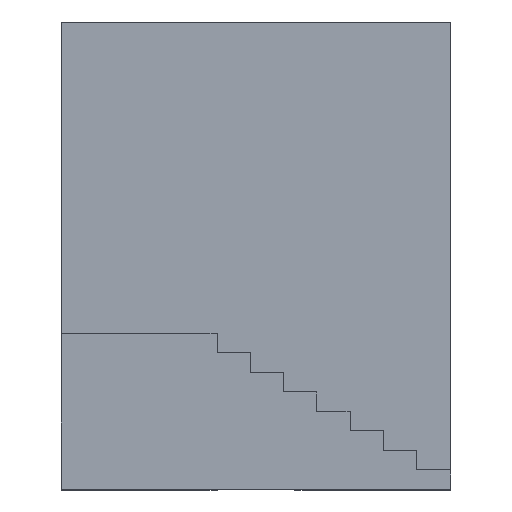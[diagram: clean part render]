
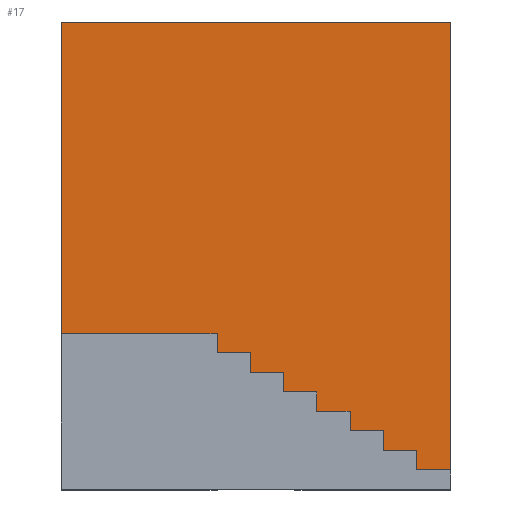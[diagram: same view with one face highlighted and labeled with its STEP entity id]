
A CAD part, top view. The second image highlights one B-rep face of the part: STEP entity #17.
In plain terms, the highlighted free-form (B-spline) face has degree [1, 1] with [2, 2] control points.
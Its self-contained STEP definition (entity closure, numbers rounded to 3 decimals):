
#17 = ADVANCED_FACE('',(#18),#146,.T.);
#18 = FACE_BOUND('',#19,.T.);
#19 = EDGE_LOOP('',(#20,#29,#36,#43,#50,#57,#64,#71,#78,#85,#92,#99,#106
    ,#113,#120,#127,#134,#141));
#20 = ORIENTED_EDGE('',*,*,#21,.T.);
#21 = EDGE_CURVE('',#22,#24,#26,.T.);
#22 = VERTEX_POINT('',#23);
#23 = CARTESIAN_POINT('',(0.,693.226,0.));
#24 = VERTEX_POINT('',#25);
#25 = CARTESIAN_POINT('',(0.,2079.677,0.));
#26 = B_SPLINE_CURVE_WITH_KNOTS('',1,(#27,#28),.UNSPECIFIED.,.F.,.F.,(2,
    2),(0.,1200.),.PIECEWISE_BEZIER_KNOTS.);
#27 = CARTESIAN_POINT('',(0.,693.226,0.));
#28 = CARTESIAN_POINT('',(0.,2079.677,0.));
#29 = ORIENTED_EDGE('',*,*,#30,.T.);
#30 = EDGE_CURVE('',#24,#31,#33,.T.);
#31 = VERTEX_POINT('',#32);
#32 = CARTESIAN_POINT('',(1733.064,2079.677,0.));
#33 = B_SPLINE_CURVE_WITH_KNOTS('',1,(#34,#35),.UNSPECIFIED.,.F.,.F.,(2,
    2),(0.,1500.),.PIECEWISE_BEZIER_KNOTS.);
#34 = CARTESIAN_POINT('',(0.,2079.677,0.));
#35 = CARTESIAN_POINT('',(1733.064,2079.677,0.));
#36 = ORIENTED_EDGE('',*,*,#37,.T.);
#37 = EDGE_CURVE('',#31,#38,#40,.T.);
#38 = VERTEX_POINT('',#39);
#39 = CARTESIAN_POINT('',(1733.064,86.653,0.));
#40 = B_SPLINE_CURVE_WITH_KNOTS('',1,(#41,#42),.UNSPECIFIED.,.F.,.F.,(2,
    2),(0.,1725.),.PIECEWISE_BEZIER_KNOTS.);
#41 = CARTESIAN_POINT('',(1733.064,2079.677,0.));
#42 = CARTESIAN_POINT('',(1733.064,86.653,0.));
#43 = ORIENTED_EDGE('',*,*,#44,.T.);
#44 = EDGE_CURVE('',#38,#45,#47,.T.);
#45 = VERTEX_POINT('',#46);
#46 = CARTESIAN_POINT('',(1580.554,86.653,0.));
#47 = B_SPLINE_CURVE_WITH_KNOTS('',1,(#48,#49),.UNSPECIFIED.,.F.,.F.,(2,
    2),(0.,132.),.PIECEWISE_BEZIER_KNOTS.);
#48 = CARTESIAN_POINT('',(1733.064,86.653,0.));
#49 = CARTESIAN_POINT('',(1580.554,86.653,0.));
#50 = ORIENTED_EDGE('',*,*,#51,.T.);
#51 = EDGE_CURVE('',#45,#52,#54,.T.);
#52 = VERTEX_POINT('',#53);
#53 = CARTESIAN_POINT('',(1580.554,173.306,0.));
#54 = B_SPLINE_CURVE_WITH_KNOTS('',1,(#55,#56),.UNSPECIFIED.,.F.,.F.,(2,
    2),(0.,75.),.PIECEWISE_BEZIER_KNOTS.);
#55 = CARTESIAN_POINT('',(1580.554,86.653,0.));
#56 = CARTESIAN_POINT('',(1580.554,173.306,0.));
#57 = ORIENTED_EDGE('',*,*,#58,.T.);
#58 = EDGE_CURVE('',#52,#59,#61,.T.);
#59 = VERTEX_POINT('',#60);
#60 = CARTESIAN_POINT('',(1432.666,173.306,0.));
#61 = B_SPLINE_CURVE_WITH_KNOTS('',1,(#62,#63),.UNSPECIFIED.,.F.,.F.,(2,
    2),(0.,128.),.PIECEWISE_BEZIER_KNOTS.);
#62 = CARTESIAN_POINT('',(1580.554,173.306,0.));
#63 = CARTESIAN_POINT('',(1432.666,173.306,0.));
#64 = ORIENTED_EDGE('',*,*,#65,.T.);
#65 = EDGE_CURVE('',#59,#66,#68,.T.);
#66 = VERTEX_POINT('',#67);
#67 = CARTESIAN_POINT('',(1432.666,259.96,0.));
#68 = B_SPLINE_CURVE_WITH_KNOTS('',1,(#69,#70),.UNSPECIFIED.,.F.,.F.,(2,
    2),(0.,75.),.PIECEWISE_BEZIER_KNOTS.);
#69 = CARTESIAN_POINT('',(1432.666,173.306,0.));
#70 = CARTESIAN_POINT('',(1432.666,259.96,0.));
#71 = ORIENTED_EDGE('',*,*,#72,.T.);
#72 = EDGE_CURVE('',#66,#73,#75,.T.);
#73 = VERTEX_POINT('',#74);
#74 = CARTESIAN_POINT('',(1284.778,259.96,0.));
#75 = B_SPLINE_CURVE_WITH_KNOTS('',1,(#76,#77),.UNSPECIFIED.,.F.,.F.,(2,
    2),(0.,128.),.PIECEWISE_BEZIER_KNOTS.);
#76 = CARTESIAN_POINT('',(1432.666,259.96,0.));
#77 = CARTESIAN_POINT('',(1284.778,259.96,0.));
#78 = ORIENTED_EDGE('',*,*,#79,.T.);
#79 = EDGE_CURVE('',#73,#80,#82,.T.);
#80 = VERTEX_POINT('',#81);
#81 = CARTESIAN_POINT('',(1284.778,346.613,0.));
#82 = B_SPLINE_CURVE_WITH_KNOTS('',1,(#83,#84),.UNSPECIFIED.,.F.,.F.,(2,
    2),(0.,75.),.PIECEWISE_BEZIER_KNOTS.);
#83 = CARTESIAN_POINT('',(1284.778,259.96,0.));
#84 = CARTESIAN_POINT('',(1284.778,346.613,0.));
#85 = ORIENTED_EDGE('',*,*,#86,.T.);
#86 = EDGE_CURVE('',#80,#87,#89,.T.);
#87 = VERTEX_POINT('',#88);
#88 = CARTESIAN_POINT('',(1136.89,346.613,0.));
#89 = B_SPLINE_CURVE_WITH_KNOTS('',1,(#90,#91),.UNSPECIFIED.,.F.,.F.,(2,
    2),(0.,128.),.PIECEWISE_BEZIER_KNOTS.);
#90 = CARTESIAN_POINT('',(1284.778,346.613,0.));
#91 = CARTESIAN_POINT('',(1136.89,346.613,0.));
#92 = ORIENTED_EDGE('',*,*,#93,.T.);
#93 = EDGE_CURVE('',#87,#94,#96,.T.);
#94 = VERTEX_POINT('',#95);
#95 = CARTESIAN_POINT('',(1136.89,433.266,0.));
#96 = B_SPLINE_CURVE_WITH_KNOTS('',1,(#97,#98),.UNSPECIFIED.,.F.,.F.,(2,
    2),(0.,75.),.PIECEWISE_BEZIER_KNOTS.);
#97 = CARTESIAN_POINT('',(1136.89,346.613,0.));
#98 = CARTESIAN_POINT('',(1136.89,433.266,0.));
#99 = ORIENTED_EDGE('',*,*,#100,.T.);
#100 = EDGE_CURVE('',#94,#101,#103,.T.);
#101 = VERTEX_POINT('',#102);
#102 = CARTESIAN_POINT('',(989.002,433.266,0.));
#103 = B_SPLINE_CURVE_WITH_KNOTS('',1,(#104,#105),.UNSPECIFIED.,.F.,.F.,
  (2,2),(0.,128.),.PIECEWISE_BEZIER_KNOTS.);
#104 = CARTESIAN_POINT('',(1136.89,433.266,0.));
#105 = CARTESIAN_POINT('',(989.002,433.266,0.));
#106 = ORIENTED_EDGE('',*,*,#107,.T.);
#107 = EDGE_CURVE('',#101,#108,#110,.T.);
#108 = VERTEX_POINT('',#109);
#109 = CARTESIAN_POINT('',(989.002,519.919,0.));
#110 = B_SPLINE_CURVE_WITH_KNOTS('',1,(#111,#112),.UNSPECIFIED.,.F.,.F.,
  (2,2),(0.,75.),.PIECEWISE_BEZIER_KNOTS.);
#111 = CARTESIAN_POINT('',(989.002,433.266,0.));
#112 = CARTESIAN_POINT('',(989.002,519.919,0.));
#113 = ORIENTED_EDGE('',*,*,#114,.T.);
#114 = EDGE_CURVE('',#108,#115,#117,.T.);
#115 = VERTEX_POINT('',#116);
#116 = CARTESIAN_POINT('',(841.114,519.919,0.));
#117 = B_SPLINE_CURVE_WITH_KNOTS('',1,(#118,#119),.UNSPECIFIED.,.F.,.F.,
  (2,2),(0.,128.),.PIECEWISE_BEZIER_KNOTS.);
#118 = CARTESIAN_POINT('',(989.002,519.919,0.));
#119 = CARTESIAN_POINT('',(841.114,519.919,0.));
#120 = ORIENTED_EDGE('',*,*,#121,.T.);
#121 = EDGE_CURVE('',#115,#122,#124,.T.);
#122 = VERTEX_POINT('',#123);
#123 = CARTESIAN_POINT('',(841.114,606.572,0.));
#124 = B_SPLINE_CURVE_WITH_KNOTS('',1,(#125,#126),.UNSPECIFIED.,.F.,.F.,
  (2,2),(0.,75.),.PIECEWISE_BEZIER_KNOTS.);
#125 = CARTESIAN_POINT('',(841.114,519.919,0.));
#126 = CARTESIAN_POINT('',(841.114,606.572,0.));
#127 = ORIENTED_EDGE('',*,*,#128,.T.);
#128 = EDGE_CURVE('',#122,#129,#131,.T.);
#129 = VERTEX_POINT('',#130);
#130 = CARTESIAN_POINT('',(693.226,606.572,0.));
#131 = B_SPLINE_CURVE_WITH_KNOTS('',1,(#132,#133),.UNSPECIFIED.,.F.,.F.,
  (2,2),(0.,128.),.PIECEWISE_BEZIER_KNOTS.);
#132 = CARTESIAN_POINT('',(841.114,606.572,0.));
#133 = CARTESIAN_POINT('',(693.226,606.572,0.));
#134 = ORIENTED_EDGE('',*,*,#135,.T.);
#135 = EDGE_CURVE('',#129,#136,#138,.T.);
#136 = VERTEX_POINT('',#137);
#137 = CARTESIAN_POINT('',(693.226,693.226,0.));
#138 = B_SPLINE_CURVE_WITH_KNOTS('',1,(#139,#140),.UNSPECIFIED.,.F.,.F.,
  (2,2),(0.,75.),.PIECEWISE_BEZIER_KNOTS.);
#139 = CARTESIAN_POINT('',(693.226,606.572,0.));
#140 = CARTESIAN_POINT('',(693.226,693.226,0.));
#141 = ORIENTED_EDGE('',*,*,#142,.T.);
#142 = EDGE_CURVE('',#136,#22,#143,.T.);
#143 = B_SPLINE_CURVE_WITH_KNOTS('',1,(#144,#145),.UNSPECIFIED.,.F.,.F.,
  (2,2),(0.,600.),.PIECEWISE_BEZIER_KNOTS.);
#144 = CARTESIAN_POINT('',(693.226,693.226,0.));
#145 = CARTESIAN_POINT('',(0.,693.226,0.));
#146 = B_SPLINE_SURFACE_WITH_KNOTS('',1,1,(
    (#147,#148)
    ,(#149,#150)),.UNSPECIFIED.,.F.,.F.,.F.,(2,2),(2,2),(0.,1.),(0.,1.),
  .PIECEWISE_BEZIER_KNOTS.);
#147 = CARTESIAN_POINT('',(1733.064,86.653,0.));
#148 = CARTESIAN_POINT('',(1733.064,2079.677,0.));
#149 = CARTESIAN_POINT('',(0.,86.653,0.));
#150 = CARTESIAN_POINT('',(0.,2079.677,0.));
